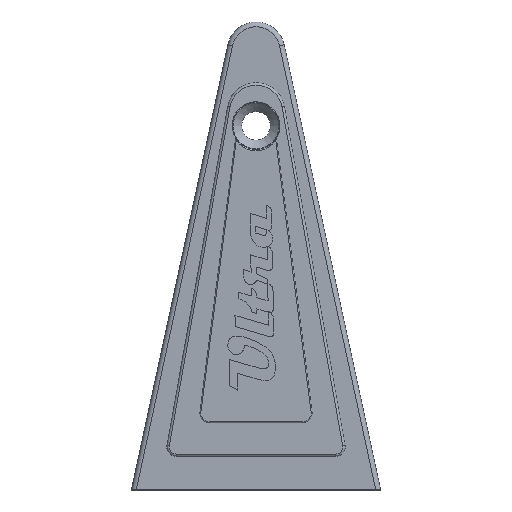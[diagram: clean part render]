
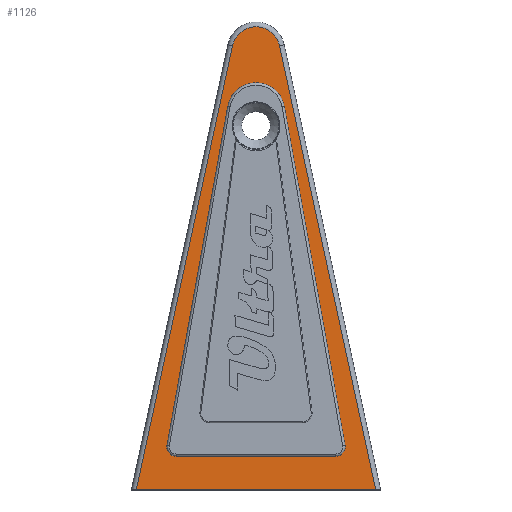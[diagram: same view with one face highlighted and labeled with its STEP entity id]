
A CAD part, top view. The second image highlights one B-rep face of the part: STEP entity #1126.
In plain terms, the highlighted planar face has unit normal (0, 0, 1).
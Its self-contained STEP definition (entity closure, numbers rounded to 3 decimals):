
#834 = VERTEX_POINT('',#835);
#835 = CARTESIAN_POINT('',(-12.488,0.,2.));
#842 = EDGE_CURVE('',#834,#843,#845,.T.);
#843 = VERTEX_POINT('',#844);
#844 = CARTESIAN_POINT('',(12.488,0.,2.));
#845 = LINE('',#846,#847);
#846 = CARTESIAN_POINT('',(-13.,0.,2.));
#847 = VECTOR('',#848,1.);
#848 = DIRECTION('',(1.,0.,0.));
#916 = VERTEX_POINT('',#917);
#917 = CARTESIAN_POINT('',(-2.953,40.026,2.));
#925 = VERTEX_POINT('',#926);
#926 = CARTESIAN_POINT('',(-9.289,4.676,2.));
#932 = EDGE_CURVE('',#925,#916,#933,.T.);
#933 = LINE('',#934,#935);
#934 = CARTESIAN_POINT('',(-9.5,3.5,2.));
#935 = VECTOR('',#936,1.);
#936 = DIRECTION('',(0.176,0.984,0.));
#947 = VERTEX_POINT('',#948);
#948 = CARTESIAN_POINT('',(-8.305,3.5,2.));
#956 = EDGE_CURVE('',#925,#947,#957,.T.);
#957 = CIRCLE('',#958,1.);
#958 = AXIS2_PLACEMENT_3D('',#959,#960,#961);
#959 = CARTESIAN_POINT('',(-8.305,4.5,2.));
#960 = DIRECTION('',(-0.,0.,1.));
#961 = DIRECTION('',(0.,-1.,0.));
#972 = VERTEX_POINT('',#973);
#973 = CARTESIAN_POINT('',(8.305,3.5,2.));
#979 = EDGE_CURVE('',#947,#972,#980,.T.);
#980 = LINE('',#981,#982);
#981 = CARTESIAN_POINT('',(-9.5,3.5,2.));
#982 = VECTOR('',#983,1.);
#983 = DIRECTION('',(1.,0.,0.));
#998 = VERTEX_POINT('',#999);
#999 = CARTESIAN_POINT('',(9.289,4.676,2.));
#1005 = EDGE_CURVE('',#998,#972,#1006,.T.);
#1006 = CIRCLE('',#1007,1.);
#1007 = AXIS2_PLACEMENT_3D('',#1008,#1009,#1010);
#1008 = CARTESIAN_POINT('',(8.305,4.5,2.));
#1009 = DIRECTION('',(-0.,-0.,-1.));
#1010 = DIRECTION('',(0.,-1.,0.));
#1023 = VERTEX_POINT('',#1024);
#1024 = CARTESIAN_POINT('',(2.953,40.026,2.));
#1030 = EDGE_CURVE('',#998,#1023,#1031,.T.);
#1031 = LINE('',#1032,#1033);
#1032 = CARTESIAN_POINT('',(9.5,3.5,2.));
#1033 = VECTOR('',#1034,1.);
#1034 = DIRECTION('',(-0.176,0.984,0.));
#1047 = EDGE_CURVE('',#916,#1023,#1048,.T.);
#1048 = CIRCLE('',#1049,3.);
#1049 = AXIS2_PLACEMENT_3D('',#1050,#1051,#1052);
#1050 = CARTESIAN_POINT('',(0.,39.496,2.));
#1051 = DIRECTION('',(-0.,-0.,-1.));
#1052 = DIRECTION('',(0.,-1.,0.));
#1063 = VERTEX_POINT('',#1064);
#1064 = CARTESIAN_POINT('',(2.443,46.362,2.));
#1073 = EDGE_CURVE('',#1063,#843,#1074,.T.);
#1074 = LINE('',#1075,#1076);
#1075 = CARTESIAN_POINT('',(2.443,46.362,2.));
#1076 = VECTOR('',#1077,1.);
#1077 = DIRECTION('',(0.212,-0.977,0.));
#1088 = VERTEX_POINT('',#1089);
#1089 = CARTESIAN_POINT('',(-2.443,46.362,2.));
#1096 = EDGE_CURVE('',#1088,#1063,#1097,.T.);
#1097 = CIRCLE('',#1098,2.5);
#1098 = AXIS2_PLACEMENT_3D('',#1099,#1100,#1101);
#1099 = CARTESIAN_POINT('',(0.,45.833,2.));
#1100 = DIRECTION('',(0.,0.,-1.));
#1101 = DIRECTION('',(-0.977,0.212,0.));
#1116 = EDGE_CURVE('',#834,#1088,#1117,.T.);
#1117 = LINE('',#1118,#1119);
#1118 = CARTESIAN_POINT('',(-12.511,-0.106,2.));
#1119 = VECTOR('',#1120,1.);
#1120 = DIRECTION('',(0.212,0.977,0.));
#1126 = ADVANCED_FACE('',(#1127,#1133),#1141,.T.);
#1127 = FACE_BOUND('',#1128,.T.);
#1128 = EDGE_LOOP('',(#1129,#1130,#1131,#1132));
#1129 = ORIENTED_EDGE('',*,*,#842,.T.);
#1130 = ORIENTED_EDGE('',*,*,#1073,.F.);
#1131 = ORIENTED_EDGE('',*,*,#1096,.F.);
#1132 = ORIENTED_EDGE('',*,*,#1116,.F.);
#1133 = FACE_BOUND('',#1134,.T.);
#1134 = EDGE_LOOP('',(#1135,#1136,#1137,#1138,#1139,#1140));
#1135 = ORIENTED_EDGE('',*,*,#932,.T.);
#1136 = ORIENTED_EDGE('',*,*,#1047,.T.);
#1137 = ORIENTED_EDGE('',*,*,#1030,.F.);
#1138 = ORIENTED_EDGE('',*,*,#1005,.T.);
#1139 = ORIENTED_EDGE('',*,*,#979,.F.);
#1140 = ORIENTED_EDGE('',*,*,#956,.F.);
#1141 = PLANE('',#1142);
#1142 = AXIS2_PLACEMENT_3D('',#1143,#1144,#1145);
#1143 = CARTESIAN_POINT('',(0.,24.758,2.));
#1144 = DIRECTION('',(0.,0.,1.));
#1145 = DIRECTION('',(1.,0.,0.));
